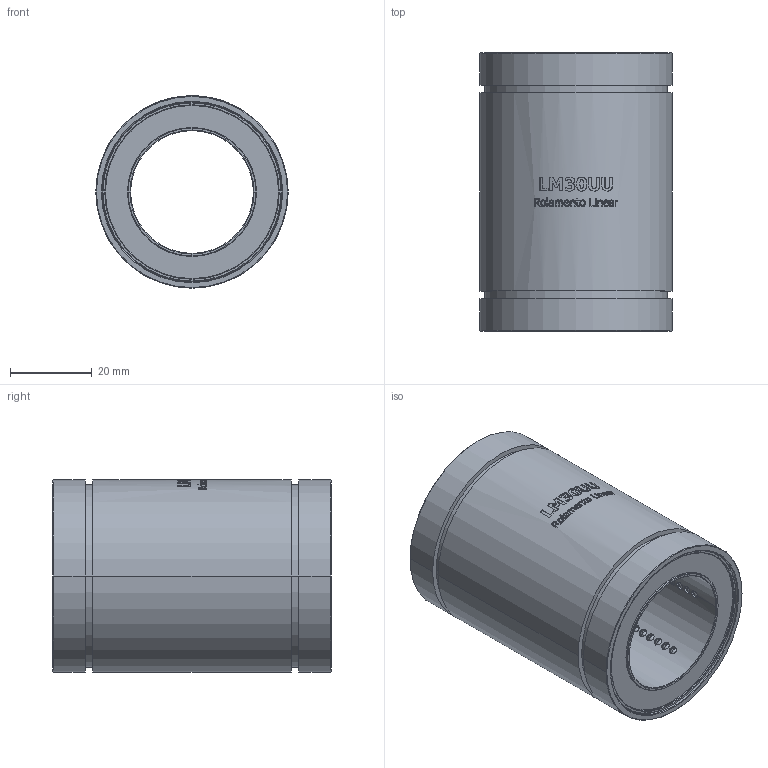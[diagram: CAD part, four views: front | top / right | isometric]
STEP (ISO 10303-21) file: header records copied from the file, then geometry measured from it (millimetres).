
FILE_DESCRIPTION (( 'STEP AP214' ), '1' );
FILE_NAME ('LM30UU.STEP', '2021-09-07T22:15:32', ( '' ), ( '' ), 'SwSTEP 2.0', 'SolidWorks 2019', '' );
FILE_SCHEMA (( 'AUTOMOTIVE_DESIGN' ));
Length unit declared in the file: millimetre
Products named in the file (1): LM30UU
Bounding box: 47 x 68 x 47 mm (x, y, z)
Volume: 66020.8 mm3; surface area: 41525.8 mm2
Topology: 128 solids, 128 shells, 885 faces, 3061 edges, 2050 vertices
Faces by surface type: sphere 504, bspline 158, plane 145, cylinder 54, cone 24
Entity records: 38960 total; most frequent: CARTESIAN_POINT 16263, ORIENTED_EDGE 4314, DIRECTION 3939, EDGE_CURVE 2157, AXIS2_PLACEMENT_3D 1706, VERTEX_POINT 1650, EDGE_LOOP 1251, CIRCLE 978
